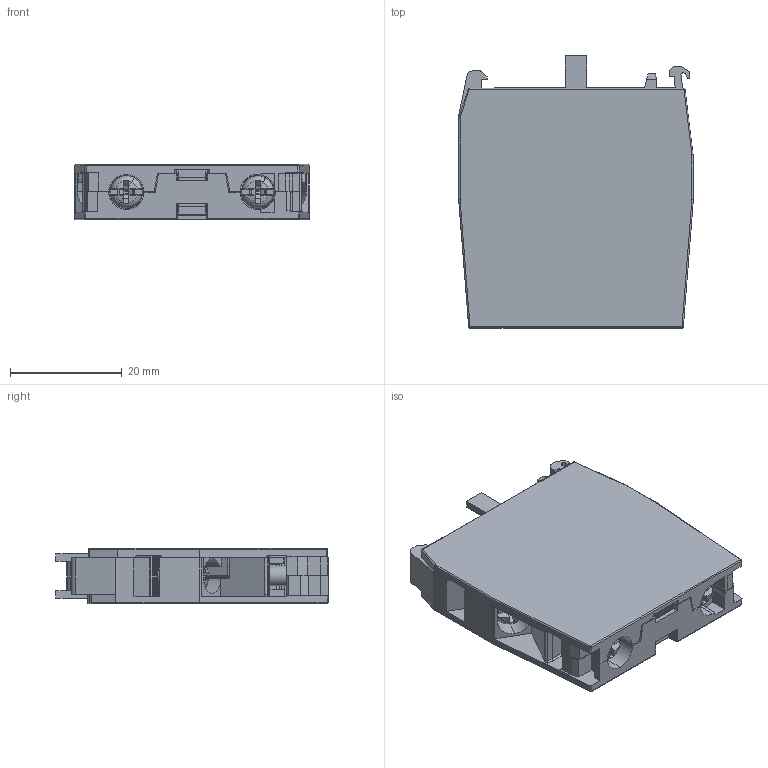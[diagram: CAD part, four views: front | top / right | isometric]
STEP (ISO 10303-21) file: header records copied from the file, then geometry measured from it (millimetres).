
FILE_DESCRIPTION(('CATIA V5 STEP Exchange'),'2;1');
FILE_NAME('33E11.stp','2013-04-02T08:46:06+00:00',('none'),('none'),'CATIA Version 5 Release 19 SP 9 (IN-10)','CATIA V5 STEP AP214','none');
FILE_SCHEMA(('AUTOMOTIVE_DESIGN { 1 0 10303 214 1 1 1 1 }'));
Products named in the file (10): 33E11; 090739000; 016617000; 127027000; 127014000; 097449000; 032161000; 024024001; 126396000; 024025001
Assembly tree (18 placements, depth 2):
  33E11
    090739000
    016617000
    127027000  x2
    127014000  x2
    097449000  x4
    032161000  x4
    024024001
    126396000  x2
    024025001
Bounding box: 42 x 48.7 x 9.9 mm (x, y, z)
Volume: 11978.2 mm3; surface area: 17638.3 mm2
Topology: 18 solids, 18 shells, 3457 faces, 9743 edges, 6341 vertices
Faces by surface type: plane 2915, cylinder 329, cone 109, torus 64, sphere 36, bspline 4
Entity records: 77178 total; most frequent: CARTESIAN_POINT 15490, ORIENTED_EDGE 12288, DIRECTION 8514, EDGE_CURVE 6144, VECTOR 4764, LINE 4764, VERTEX_POINT 4014, EDGE_LOOP 2264
